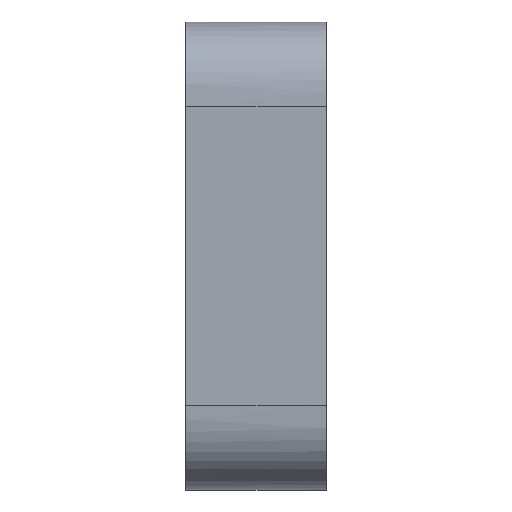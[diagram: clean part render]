
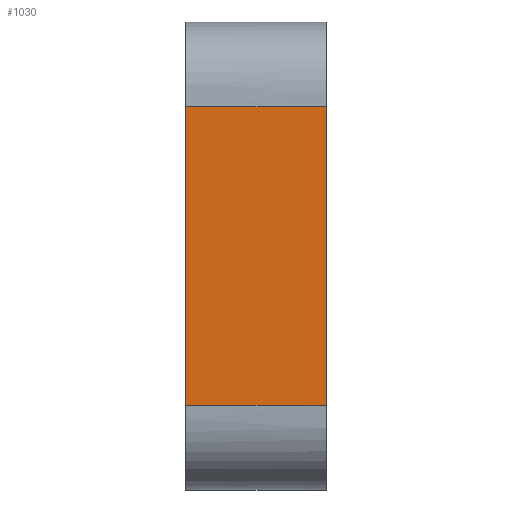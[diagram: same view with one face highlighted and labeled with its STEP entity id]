
A CAD part, left-side view. The second image highlights one B-rep face of the part: STEP entity #1030.
In plain terms, the highlighted free-form (B-spline) face has degree [1, 1] with [2, 2] control points.
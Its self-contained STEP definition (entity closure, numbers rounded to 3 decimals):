
#40=B_SPLINE_CURVE_WITH_KNOTS('',3,(#1745,#1746,#1747,#1748),
 .UNSPECIFIED.,.F.,.F.,(4,4),(0.,1.),.UNSPECIFIED.);
#41=B_SPLINE_CURVE_WITH_KNOTS('',3,(#1749,#1750,#1751,#1752),
 .UNSPECIFIED.,.F.,.F.,(4,4),(0.,1.),.UNSPECIFIED.);
#124=LINE('',#1447,#148);
#134=LINE('',#1636,#158);
#148=VECTOR('',#1157,1000.);
#158=VECTOR('',#1183,1000.);
#169=B_SPLINE_SURFACE_WITH_KNOTS('',1,1,((#1741,#1742),(#1743,#1744)),
 .PLANE_SURF.,.F.,.F.,.F.,(2,2),(2,2),(0.,1.),(0.,1.),.UNSPECIFIED.);
#323=ORIENTED_EDGE('',*,*,#625,.F.);
#324=ORIENTED_EDGE('',*,*,#639,.T.);
#325=ORIENTED_EDGE('',*,*,#596,.T.);
#326=ORIENTED_EDGE('',*,*,#640,.T.);
#596=EDGE_CURVE('',#760,#759,#124,.T.);
#625=EDGE_CURVE('',#779,#780,#134,.T.);
#639=EDGE_CURVE('',#779,#760,#40,.T.);
#640=EDGE_CURVE('',#759,#780,#41,.T.);
#759=VERTEX_POINT('',#1446);
#760=VERTEX_POINT('',#1448);
#779=VERTEX_POINT('',#1635);
#780=VERTEX_POINT('',#1637);
#869=EDGE_LOOP('',(#323,#324,#325,#326));
#947=FACE_BOUND('',#869,.T.);
#1030=ADVANCED_FACE('',(#947),#169,.T.);
#1157=DIRECTION('',(0.,0.,1.));
#1183=DIRECTION('',(0.,0.,1.));
#1446=CARTESIAN_POINT('',(-75.,-37.5,46.31));
#1447=CARTESIAN_POINT('',(-75.,-37.5,12.31));
#1448=CARTESIAN_POINT('',(-75.,-37.5,19.81));
#1635=CARTESIAN_POINT('',(-75.,-25.,19.81));
#1636=CARTESIAN_POINT('',(-75.,-25.,24.81));
#1637=CARTESIAN_POINT('',(-75.,-25.,46.31));
#1741=CARTESIAN_POINT('',(-75.,-24.375,47.635));
#1742=CARTESIAN_POINT('',(-75.,-38.125,47.635));
#1743=CARTESIAN_POINT('',(-75.,-24.375,18.485));
#1744=CARTESIAN_POINT('',(-75.,-38.125,18.485));
#1745=CARTESIAN_POINT('',(-75.,-25.,19.81));
#1746=CARTESIAN_POINT('',(-75.,-29.167,19.81));
#1747=CARTESIAN_POINT('',(-75.,-33.333,19.81));
#1748=CARTESIAN_POINT('',(-75.,-37.5,19.81));
#1749=CARTESIAN_POINT('',(-75.,-37.5,46.31));
#1750=CARTESIAN_POINT('',(-75.,-33.333,46.31));
#1751=CARTESIAN_POINT('',(-75.,-29.167,46.31));
#1752=CARTESIAN_POINT('',(-75.,-25.,46.31));
